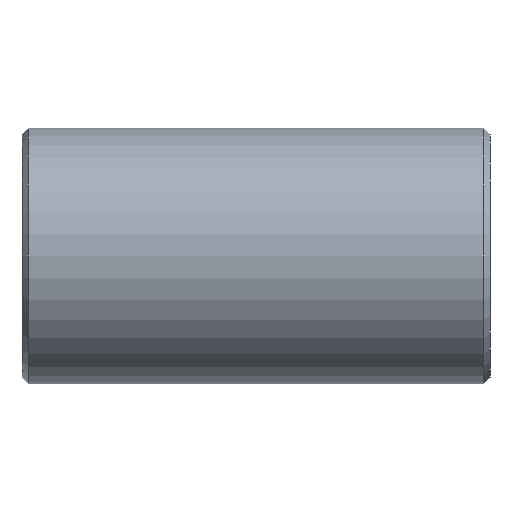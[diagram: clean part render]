
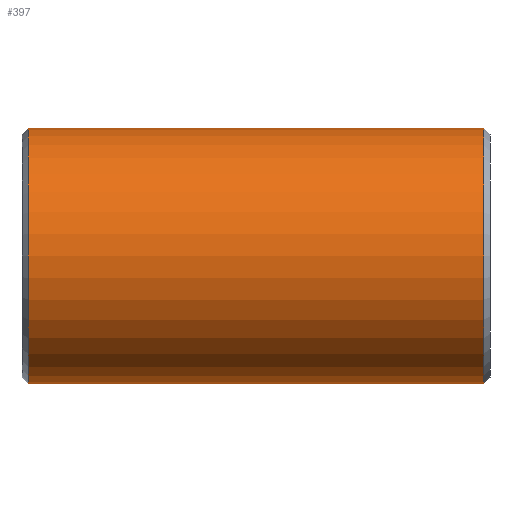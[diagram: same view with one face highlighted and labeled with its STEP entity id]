
A CAD part, front view. The second image highlights one B-rep face of the part: STEP entity #397.
In plain terms, the highlighted cylindrical face has radius 57.15 mm (diameter 114.3 mm), a partial arc.
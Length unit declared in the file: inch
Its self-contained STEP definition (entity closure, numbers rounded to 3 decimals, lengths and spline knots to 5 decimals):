
#6 = VERTEX_POINT ( 'NONE', #491 ) ;
#36 = CARTESIAN_POINT ( 'NONE',  ( 4.12, 0., 0. ) ) ;
#42 = LINE ( 'NONE', #786, #219 ) ;
#63 = DIRECTION ( 'NONE',  ( 0., 0., -1. ) ) ;
#133 = VERTEX_POINT ( 'NONE', #310 ) ;
#158 = CIRCLE ( 'NONE', #657, 2.25 ) ;
#173 = DIRECTION ( 'NONE',  ( -1., 0., 0. ) ) ;
#182 = VERTEX_POINT ( 'NONE', #300 ) ;
#189 = EDGE_CURVE ( 'NONE', #6, #133, #158, .T. ) ;
#215 = DIRECTION ( 'NONE',  ( 1., 0., 0. ) ) ;
#219 = VECTOR ( 'NONE', #173, 39.37008 ) ;
#241 = ORIENTED_EDGE ( 'NONE', *, *, #628, .F. ) ;
#285 = DIRECTION ( 'NONE',  ( 0., 0., 1. ) ) ;
#290 = DIRECTION ( 'NONE',  ( 0., 0., 1. ) ) ;
#300 = CARTESIAN_POINT ( 'NONE',  ( -4.00767, 0., -2.25 ) ) ;
#306 = LINE ( 'NONE', #545, #549 ) ;
#310 = CARTESIAN_POINT ( 'NONE',  ( 4.00767, 0., 2.25 ) ) ;
#340 = CARTESIAN_POINT ( 'NONE',  ( -4.00767, 0., 0. ) ) ;
#368 = EDGE_CURVE ( 'NONE', #468, #182, #737, .T. ) ;
#371 = ORIENTED_EDGE ( 'NONE', *, *, #505, .T. ) ;
#392 = CYLINDRICAL_SURFACE ( 'NONE', #590, 2.25 ) ;
#397 = ADVANCED_FACE ( 'NONE', ( #525 ), #392, .T. ) ;
#463 = CARTESIAN_POINT ( 'NONE',  ( -4.00767, 0., 2.25 ) ) ;
#465 = ORIENTED_EDGE ( 'NONE', *, *, #189, .T. ) ;
#468 = VERTEX_POINT ( 'NONE', #463 ) ;
#480 = ORIENTED_EDGE ( 'NONE', *, *, #368, .T. ) ;
#483 = DIRECTION ( 'NONE',  ( -1., 0., 0. ) ) ;
#491 = CARTESIAN_POINT ( 'NONE',  ( 4.00767, 0., -2.25 ) ) ;
#505 = EDGE_CURVE ( 'NONE', #133, #468, #42, .T. ) ;
#519 = EDGE_LOOP ( 'NONE', ( #241, #465, #371, #480 ) ) ;
#521 = DIRECTION ( 'NONE',  ( -1., 0., 0. ) ) ;
#525 = FACE_OUTER_BOUND ( 'NONE', #519, .T. ) ;
#533 = DIRECTION ( 'NONE',  ( -1., 0., 0. ) ) ;
#536 = AXIS2_PLACEMENT_3D ( 'NONE', #340, #215, #290 ) ;
#545 = CARTESIAN_POINT ( 'NONE',  ( 4.12, 0., -2.25 ) ) ;
#549 = VECTOR ( 'NONE', #533, 39.37008 ) ;
#590 = AXIS2_PLACEMENT_3D ( 'NONE', #36, #521, #285 ) ;
#620 = CARTESIAN_POINT ( 'NONE',  ( 4.00767, 0., 0. ) ) ;
#628 = EDGE_CURVE ( 'NONE', #6, #182, #306, .T. ) ;
#657 = AXIS2_PLACEMENT_3D ( 'NONE', #620, #483, #63 ) ;
#737 = CIRCLE ( 'NONE', #536, 2.25 ) ;
#786 = CARTESIAN_POINT ( 'NONE',  ( 4.12, 0., 2.25 ) ) ;
